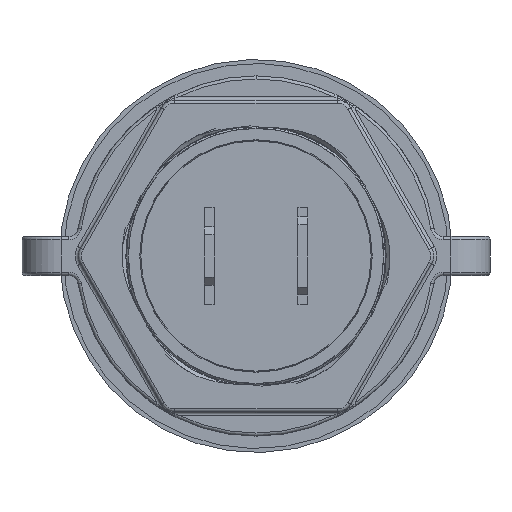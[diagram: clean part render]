
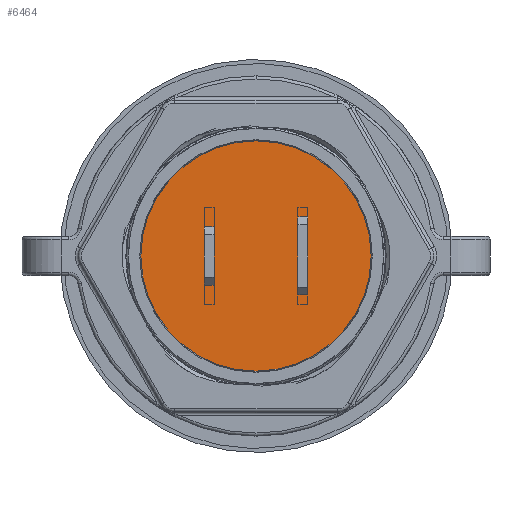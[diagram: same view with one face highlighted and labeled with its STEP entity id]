
A CAD part, front view. The second image highlights one B-rep face of the part: STEP entity #6464.
In plain terms, the highlighted planar face has unit normal (0, -1, 0).
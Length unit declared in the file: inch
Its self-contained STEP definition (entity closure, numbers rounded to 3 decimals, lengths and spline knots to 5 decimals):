
#1569 = ORIENTED_EDGE ( 'NONE', *, *, #11271, .F. ) ;
#2602 = ORIENTED_EDGE ( 'NONE', *, *, #7560, .F. ) ;
#3495 = DIRECTION ( 'NONE',  ( 0., 0., 1. ) ) ;
#6464 = ADVANCED_FACE ( 'NONE', ( #26252 ), #15672, .F. ) ;
#7560 = EDGE_CURVE ( 'NONE', #12328, #16471, #14077, .T. ) ;
#9396 = DIRECTION ( 'NONE',  ( 0., 1., 0. ) ) ;
#11271 = EDGE_CURVE ( 'NONE', #16471, #12328, #30784, .T. ) ;
#12328 = VERTEX_POINT ( 'NONE', #28837 ) ;
#12690 = CARTESIAN_POINT ( 'NONE',  ( 0., 0., 0. ) ) ;
#14077 = CIRCLE ( 'NONE', #19491, 0.369 ) ;
#15222 = DIRECTION ( 'NONE',  ( 0., 0., 1. ) ) ;
#15672 = PLANE ( 'NONE',  #23045 ) ;
#16471 = VERTEX_POINT ( 'NONE', #29479 ) ;
#18522 = DIRECTION ( 'NONE',  ( 0., 1., 0. ) ) ;
#19491 = AXIS2_PLACEMENT_3D ( 'NONE', #12690, #30155, #15222 ) ;
#23045 = AXIS2_PLACEMENT_3D ( 'NONE', #30603, #18522, #3495 ) ;
#24404 = CARTESIAN_POINT ( 'NONE',  ( 0., 0., 0. ) ) ;
#26252 = FACE_OUTER_BOUND ( 'NONE', #32020, .T. ) ;
#26886 = DIRECTION ( 'NONE',  ( 0., 0., 1. ) ) ;
#28837 = CARTESIAN_POINT ( 'NONE',  ( 0., 0., -0.369 ) ) ;
#29479 = CARTESIAN_POINT ( 'NONE',  ( 0., 0., 0.369 ) ) ;
#30155 = DIRECTION ( 'NONE',  ( 0., 1., 0. ) ) ;
#30603 = CARTESIAN_POINT ( 'NONE',  ( 0., 0., 0. ) ) ;
#30784 = CIRCLE ( 'NONE', #31665, 0.369 ) ;
#31665 = AXIS2_PLACEMENT_3D ( 'NONE', #24404, #9396, #26886 ) ;
#32020 = EDGE_LOOP ( 'NONE', ( #2602, #1569 ) ) ;
